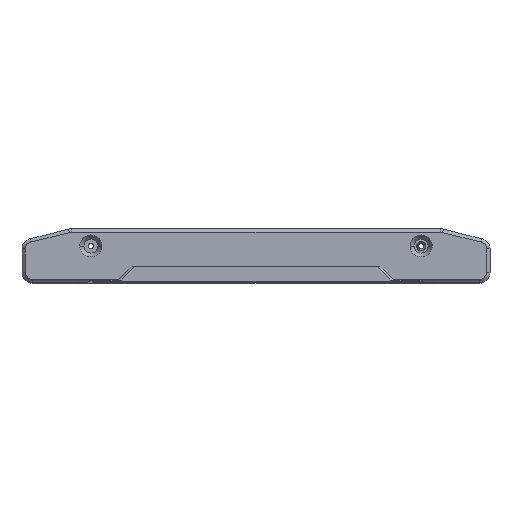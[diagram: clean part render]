
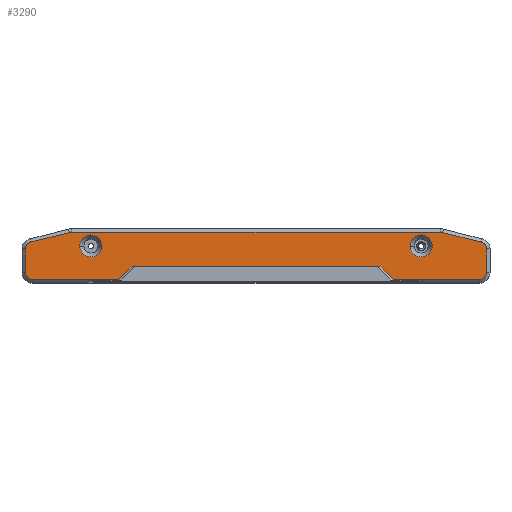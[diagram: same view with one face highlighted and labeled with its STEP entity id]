
A CAD part, top view. The second image highlights one B-rep face of the part: STEP entity #3290.
In plain terms, the highlighted face is planar.
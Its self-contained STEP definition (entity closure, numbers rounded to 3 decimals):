
#100 = CIRCLE ( 'NONE', #6634, 3.2 ) ;
#599 = ORIENTED_EDGE ( 'NONE', *, *, #15457, .T. ) ;
#682 = EDGE_CURVE ( 'NONE', #8123, #3015, #1033, .T. ) ;
#690 = AXIS2_PLACEMENT_3D ( 'NONE', #14325, #12940, #2762 ) ;
#732 = CARTESIAN_POINT ( 'NONE',  ( -67., 0., -34.7 ) ) ;
#749 = ORIENTED_EDGE ( 'NONE', *, *, #8724, .T. ) ;
#791 = CIRCLE ( 'NONE', #11587, 3.2 ) ;
#881 = VERTEX_POINT ( 'NONE', #14521 ) ;
#1033 = CIRCLE ( 'NONE', #15080, 2. ) ;
#1275 = CARTESIAN_POINT ( 'NONE',  ( -48., 10.7, -34.7 ) ) ;
#1333 = ORIENTED_EDGE ( 'NONE', *, *, #4049, .F. ) ;
#1351 = DIRECTION ( 'NONE',  ( -1., 0., 0. ) ) ;
#1378 = CARTESIAN_POINT ( 'NONE',  ( 51.2, 10.7, -34.7 ) ) ;
#1497 = CARTESIAN_POINT ( 'NONE',  ( -53.508, 14.7, -34.7 ) ) ;
#1641 = EDGE_CURVE ( 'NONE', #881, #10688, #7219, .T. ) ;
#1907 = DIRECTION ( 'NONE',  ( -1., 0., 0. ) ) ;
#2121 = EDGE_CURVE ( 'NONE', #13476, #15011, #6697, .T. ) ;
#2156 = ORIENTED_EDGE ( 'NONE', *, *, #2204, .T. ) ;
#2201 = CARTESIAN_POINT ( 'NONE',  ( 53.508, 11.7, -34.7 ) ) ;
#2204 = EDGE_CURVE ( 'NONE', #12933, #10326, #791, .T. ) ;
#2251 = EDGE_CURVE ( 'NONE', #12654, #12487, #14553, .T. ) ;
#2329 = CIRCLE ( 'NONE', #2565, 3. ) ;
#2335 = VERTEX_POINT ( 'NONE', #11759 ) ;
#2375 = CARTESIAN_POINT ( 'NONE',  ( 65., 1., -34.7 ) ) ;
#2449 = VERTEX_POINT ( 'NONE', #4736 ) ;
#2565 = AXIS2_PLACEMENT_3D ( 'NONE', #2201, #10251, #1907 ) ;
#2619 = EDGE_CURVE ( 'NONE', #9126, #881, #5459, .T. ) ;
#2744 = DIRECTION ( 'NONE',  ( 0., 0., -1. ) ) ;
#2762 = DIRECTION ( 'NONE',  ( -1., 0., 0. ) ) ;
#3015 = VERTEX_POINT ( 'NONE', #2375 ) ;
#3016 = EDGE_LOOP ( 'NONE', ( #2156, #599 ) ) ;
#3049 = VERTEX_POINT ( 'NONE', #6149 ) ;
#3089 = CARTESIAN_POINT ( 'NONE',  ( 65.485, 11.798, -34.7 ) ) ;
#3290 = ADVANCED_FACE ( 'NONE', ( #10840, #4535, #6985 ), #14123, .T. ) ;
#3367 = CARTESIAN_POINT ( 'NONE',  ( 0., 0., -34.7 ) ) ;
#3463 = ORIENTED_EDGE ( 'NONE', *, *, #12490, .F. ) ;
#3549 = CIRCLE ( 'NONE', #12845, 2. ) ;
#3589 = EDGE_CURVE ( 'NONE', #3015, #2335, #8536, .T. ) ;
#3637 = DIRECTION ( 'NONE',  ( 1., 0., 0. ) ) ;
#4049 = EDGE_CURVE ( 'NONE', #5957, #3049, #100, .T. ) ;
#4287 = DIRECTION ( 'NONE',  ( 0.97, 0.243, 0. ) ) ;
#4320 = DIRECTION ( 'NONE',  ( 1., 0., 0. ) ) ;
#4495 = CARTESIAN_POINT ( 'NONE',  ( -65., 3., -34.7 ) ) ;
#4535 = FACE_BOUND ( 'NONE', #5468, .T. ) ;
#4540 = VECTOR ( 'NONE', #4287, 1000. ) ;
#4736 = CARTESIAN_POINT ( 'NONE',  ( -67., 3., -34.7 ) ) ;
#4786 = CIRCLE ( 'NONE', #13332, 3. ) ;
#4854 = CARTESIAN_POINT ( 'NONE',  ( -65., 9.858, -34.7 ) ) ;
#4906 = CARTESIAN_POINT ( 'NONE',  ( 0., 1., -34.7 ) ) ;
#5285 = DIRECTION ( 'NONE',  ( 0.97, -0.243, 0. ) ) ;
#5459 = LINE ( 'NONE', #3089, #9751 ) ;
#5468 = EDGE_LOOP ( 'NONE', ( #3463, #1333 ) ) ;
#5483 = ORIENTED_EDGE ( 'NONE', *, *, #6677, .T. ) ;
#5598 = ORIENTED_EDGE ( 'NONE', *, *, #3589, .T. ) ;
#5957 = VERTEX_POINT ( 'NONE', #12720 ) ;
#6104 = CIRCLE ( 'NONE', #13888, 3.2 ) ;
#6133 = ORIENTED_EDGE ( 'NONE', *, *, #2619, .T. ) ;
#6149 = CARTESIAN_POINT ( 'NONE',  ( -51.2, 10.7, -34.7 ) ) ;
#6153 = DIRECTION ( 'NONE',  ( 0., 0., 1. ) ) ;
#6338 = ORIENTED_EDGE ( 'NONE', *, *, #10732, .T. ) ;
#6424 = ORIENTED_EDGE ( 'NONE', *, *, #12391, .T. ) ;
#6593 = ORIENTED_EDGE ( 'NONE', *, *, #2121, .T. ) ;
#6634 = AXIS2_PLACEMENT_3D ( 'NONE', #1275, #8596, #1351 ) ;
#6677 = EDGE_CURVE ( 'NONE', #10688, #8123, #11382, .T. ) ;
#6697 = LINE ( 'NONE', #7794, #9900 ) ;
#6773 = CARTESIAN_POINT ( 'NONE',  ( -67., 9.858, -34.7 ) ) ;
#6795 = DIRECTION ( 'NONE',  ( 0., 0., -1. ) ) ;
#6833 = ORIENTED_EDGE ( 'NONE', *, *, #1641, .T. ) ;
#6909 = CARTESIAN_POINT ( 'NONE',  ( 44.8, 10.7, -34.7 ) ) ;
#6985 = FACE_BOUND ( 'NONE', #3016, .T. ) ;
#7112 = VECTOR ( 'NONE', #10481, 1000. ) ;
#7219 = CIRCLE ( 'NONE', #690, 2. ) ;
#7687 = DIRECTION ( 'NONE',  ( 0., -1., 0. ) ) ;
#7794 = CARTESIAN_POINT ( 'NONE',  ( 0., 14.7, -34.7 ) ) ;
#7943 = VERTEX_POINT ( 'NONE', #12480 ) ;
#8123 = VERTEX_POINT ( 'NONE', #9186 ) ;
#8179 = DIRECTION ( 'NONE',  ( 0., 0., -1. ) ) ;
#8356 = DIRECTION ( 'NONE',  ( 0., 0., -1. ) ) ;
#8410 = CARTESIAN_POINT ( 'NONE',  ( 53.508, 14.7, -34.7 ) ) ;
#8420 = AXIS2_PLACEMENT_3D ( 'NONE', #3367, #8179, #12966 ) ;
#8536 = LINE ( 'NONE', #4906, #9633 ) ;
#8596 = DIRECTION ( 'NONE',  ( 0., 0., -1. ) ) ;
#8724 = EDGE_CURVE ( 'NONE', #2449, #12654, #11501, .T. ) ;
#8766 = DIRECTION ( 'NONE',  ( -1., 0., 0. ) ) ;
#8831 = AXIS2_PLACEMENT_3D ( 'NONE', #9927, #2744, #13754 ) ;
#9126 = VERTEX_POINT ( 'NONE', #15352 ) ;
#9186 = CARTESIAN_POINT ( 'NONE',  ( 67., 3., -34.7 ) ) ;
#9236 = ORIENTED_EDGE ( 'NONE', *, *, #14690, .T. ) ;
#9247 = EDGE_LOOP ( 'NONE', ( #12930, #5598, #11211, #749, #12917, #6338, #6424, #6593, #9236, #6133, #6833, #5483 ) ) ;
#9394 = DIRECTION ( 'NONE',  ( 0., 0., -1. ) ) ;
#9409 = CARTESIAN_POINT ( 'NONE',  ( 67., 9.858, -34.7 ) ) ;
#9590 = CARTESIAN_POINT ( 'NONE',  ( 48., 10.7, -34.7 ) ) ;
#9633 = VECTOR ( 'NONE', #8766, 1000. ) ;
#9670 = DIRECTION ( 'NONE',  ( 0., 0., -1. ) ) ;
#9751 = VECTOR ( 'NONE', #5285, 1000. ) ;
#9900 = VECTOR ( 'NONE', #4320, 1000. ) ;
#9927 = CARTESIAN_POINT ( 'NONE',  ( -48., 10.7, -34.7 ) ) ;
#10251 = DIRECTION ( 'NONE',  ( 0., 0., -1. ) ) ;
#10326 = VERTEX_POINT ( 'NONE', #6909 ) ;
#10417 = DIRECTION ( 'NONE',  ( -1., 0., 0. ) ) ;
#10419 = DIRECTION ( 'NONE',  ( -1., 0., 0. ) ) ;
#10481 = DIRECTION ( 'NONE',  ( 0., 1., 0. ) ) ;
#10561 = CARTESIAN_POINT ( 'NONE',  ( -53.508, 11.7, -34.7 ) ) ;
#10644 = CARTESIAN_POINT ( 'NONE',  ( 65., 3., -34.7 ) ) ;
#10688 = VERTEX_POINT ( 'NONE', #9409 ) ;
#10732 = EDGE_CURVE ( 'NONE', #12487, #7943, #13951, .T. ) ;
#10840 = FACE_OUTER_BOUND ( 'NONE', #9247, .T. ) ;
#10882 = CARTESIAN_POINT ( 'NONE',  ( 48., 10.7, -34.7 ) ) ;
#11211 = ORIENTED_EDGE ( 'NONE', *, *, #14217, .T. ) ;
#11382 = LINE ( 'NONE', #13798, #13203 ) ;
#11501 = LINE ( 'NONE', #732, #7112 ) ;
#11587 = AXIS2_PLACEMENT_3D ( 'NONE', #9590, #11715, #11942 ) ;
#11715 = DIRECTION ( 'NONE',  ( 0., 0., 1. ) ) ;
#11759 = CARTESIAN_POINT ( 'NONE',  ( -65., 1., -34.7 ) ) ;
#11942 = DIRECTION ( 'NONE',  ( 1., 0., 0. ) ) ;
#12327 = AXIS2_PLACEMENT_3D ( 'NONE', #4854, #9670, #14203 ) ;
#12391 = EDGE_CURVE ( 'NONE', #7943, #13476, #4786, .T. ) ;
#12480 = CARTESIAN_POINT ( 'NONE',  ( -54.235, 14.61, -34.7 ) ) ;
#12487 = VERTEX_POINT ( 'NONE', #13440 ) ;
#12490 = EDGE_CURVE ( 'NONE', #3049, #5957, #15320, .T. ) ;
#12654 = VERTEX_POINT ( 'NONE', #6773 ) ;
#12720 = CARTESIAN_POINT ( 'NONE',  ( -44.8, 10.7, -34.7 ) ) ;
#12845 = AXIS2_PLACEMENT_3D ( 'NONE', #4495, #9394, #12996 ) ;
#12917 = ORIENTED_EDGE ( 'NONE', *, *, #2251, .T. ) ;
#12930 = ORIENTED_EDGE ( 'NONE', *, *, #682, .T. ) ;
#12933 = VERTEX_POINT ( 'NONE', #1378 ) ;
#12940 = DIRECTION ( 'NONE',  ( 0., 0., -1. ) ) ;
#12966 = DIRECTION ( 'NONE',  ( -1., 0., 0. ) ) ;
#12996 = DIRECTION ( 'NONE',  ( -1., 0., 0. ) ) ;
#13203 = VECTOR ( 'NONE', #7687, 1000. ) ;
#13332 = AXIS2_PLACEMENT_3D ( 'NONE', #10561, #6795, #10419 ) ;
#13440 = CARTESIAN_POINT ( 'NONE',  ( -65.485, 11.798, -34.7 ) ) ;
#13476 = VERTEX_POINT ( 'NONE', #1497 ) ;
#13754 = DIRECTION ( 'NONE',  ( -1., 0., 0. ) ) ;
#13798 = CARTESIAN_POINT ( 'NONE',  ( 67., 0., -34.7 ) ) ;
#13888 = AXIS2_PLACEMENT_3D ( 'NONE', #10882, #6153, #3637 ) ;
#13951 = LINE ( 'NONE', #15043, #4540 ) ;
#14123 = PLANE ( 'NONE',  #8420 ) ;
#14203 = DIRECTION ( 'NONE',  ( -1., 0., 0. ) ) ;
#14217 = EDGE_CURVE ( 'NONE', #2335, #2449, #3549, .T. ) ;
#14325 = CARTESIAN_POINT ( 'NONE',  ( 65., 9.858, -34.7 ) ) ;
#14521 = CARTESIAN_POINT ( 'NONE',  ( 65.485, 11.798, -34.7 ) ) ;
#14553 = CIRCLE ( 'NONE', #12327, 2. ) ;
#14690 = EDGE_CURVE ( 'NONE', #15011, #9126, #2329, .T. ) ;
#15011 = VERTEX_POINT ( 'NONE', #8410 ) ;
#15043 = CARTESIAN_POINT ( 'NONE',  ( -54.235, 14.61, -34.7 ) ) ;
#15080 = AXIS2_PLACEMENT_3D ( 'NONE', #10644, #8356, #10417 ) ;
#15320 = CIRCLE ( 'NONE', #8831, 3.2 ) ;
#15352 = CARTESIAN_POINT ( 'NONE',  ( 54.235, 14.61, -34.7 ) ) ;
#15457 = EDGE_CURVE ( 'NONE', #10326, #12933, #6104, .T. ) ;
